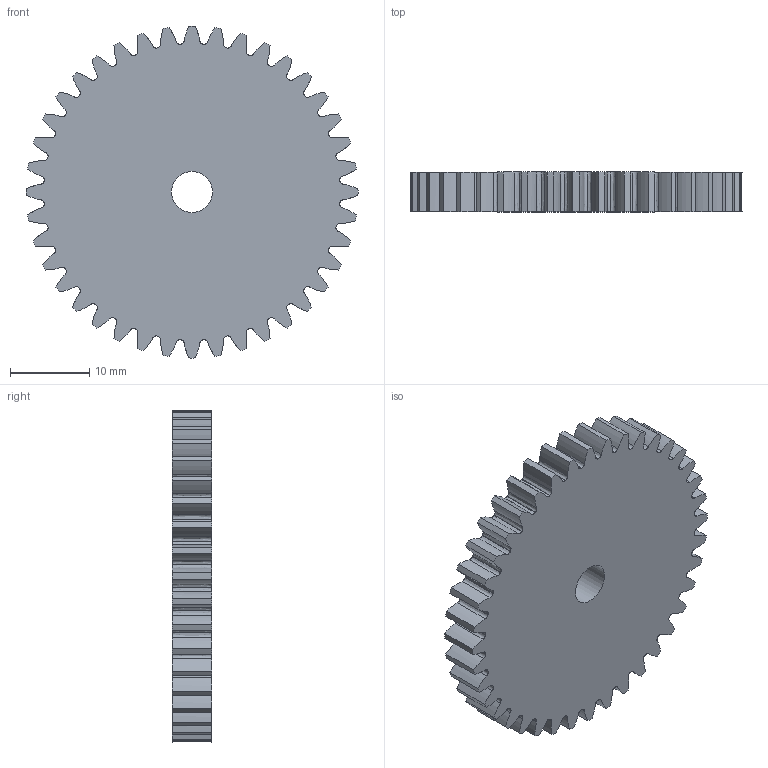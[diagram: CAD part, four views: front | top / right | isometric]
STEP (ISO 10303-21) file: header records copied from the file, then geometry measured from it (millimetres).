
FILE_DESCRIPTION(/* description */ (''),/* implementation_level */ '2;1');
FILE_NAME(/* name */ '40tooth.step',/* time_stamp */ '2025-11-25T10:23:54-08:00',/* author */ (''),/* organization */ (''),/* preprocessor_version */ 'ST-DEVELOPER v20.1',/* originating_system */ 'Autodesk Translation Framework v14.21.0.0',/* authorisation */ '');
FILE_SCHEMA (('AUTOMOTIVE_DESIGN { 1 0 10303 214 3 1 1 }'));
Length unit declared in the file: millimetre
Products named in the file (3): bigescapement pelase work; wheel; Spur Gear (40 teeth)
Assembly tree (2 placements, depth 2):
  bigescapement pelase work
    wheel
    Spur Gear (40 teeth)
Bounding box: 42 x 5 x 42 mm (x, y, z)
Volume: 6136.6 mm3; surface area: 3760 mm2
Topology: 1 solids, 1 shells, 243 faces, 723 edges, 482 vertices
Faces by surface type: bspline 160, cylinder 81, plane 2
Full cylindrical faces by diameter (mm): 5.2 x1
Entity records: 31351 total; most frequent: CARTESIAN_POINT 26257, ORIENTED_EDGE 1446, EDGE_CURVE 723, DIRECTION 581, VERTEX_POINT 482, B_SPLINE_CURVE_WITH_KNOTS 320, AXIS2_PLACEMENT_3D 250, EDGE_LOOP 245
